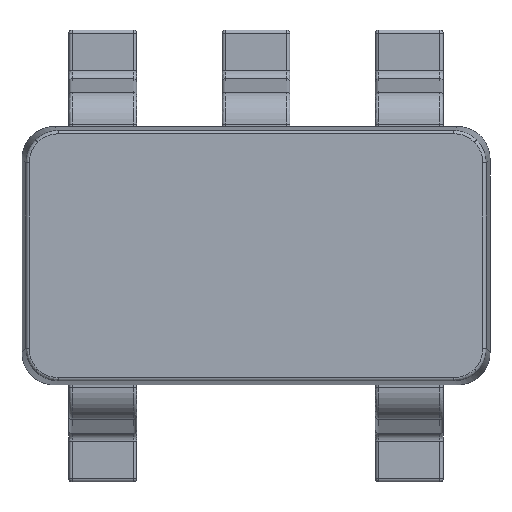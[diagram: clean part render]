
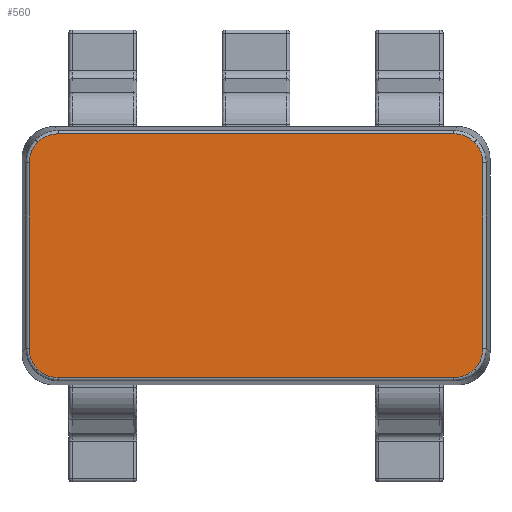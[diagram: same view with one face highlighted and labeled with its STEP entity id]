
A CAD part, top view. The second image highlights one B-rep face of the part: STEP entity #560.
In plain terms, the highlighted planar face has unit normal (0, 0, 1).
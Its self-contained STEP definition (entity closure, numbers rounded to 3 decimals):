
#560=ADVANCED_FACE('NONE',(#1124),#1125,.T.);
#1124=FACE_OUTER_BOUND('',#2600,.T.);
#1125=PLANE('',#2601);
#2600=EDGE_LOOP('',(#4015,#4016,#4017,#4018,#4019,#4020,#4021,#4022,#4023,#4024,#4025,#4026));
#2601=AXIS2_PLACEMENT_3D('',#4027,#4028,#4029);
#4015=ORIENTED_EDGE('',*,*,#4771,.T.);
#4016=ORIENTED_EDGE('',*,*,#4774,.T.);
#4017=ORIENTED_EDGE('',*,*,#4741,.T.);
#4018=ORIENTED_EDGE('',*,*,#4744,.T.);
#4019=ORIENTED_EDGE('',*,*,#4748,.T.);
#4020=ORIENTED_EDGE('',*,*,#4751,.T.);
#4021=ORIENTED_EDGE('',*,*,#4753,.T.);
#4022=ORIENTED_EDGE('',*,*,#4757,.T.);
#4023=ORIENTED_EDGE('',*,*,#4760,.T.);
#4024=ORIENTED_EDGE('',*,*,#4762,.T.);
#4025=ORIENTED_EDGE('',*,*,#4766,.T.);
#4026=ORIENTED_EDGE('',*,*,#4769,.T.);
#4027=CARTESIAN_POINT('',(1.45,-0.8,1.12));
#4028=DIRECTION('',(-0.0,0.0,1.0));
#4029=DIRECTION('',(1.0,-0.0,0.0));
#4741=EDGE_CURVE('NONE',#5540,#5538,#5541,.T.);
#4744=EDGE_CURVE('NONE',#5538,#5544,#5545,.T.);
#4748=EDGE_CURVE('NONE',#5544,#5548,#5550,.T.);
#4751=EDGE_CURVE('NONE',#5548,#5552,#5554,.T.);
#4753=EDGE_CURVE('NONE',#5552,#5556,#5557,.T.);
#4757=EDGE_CURVE('NONE',#5556,#5560,#5562,.T.);
#4760=EDGE_CURVE('NONE',#5560,#5564,#5566,.T.);
#4762=EDGE_CURVE('NONE',#5564,#5568,#5569,.T.);
#4766=EDGE_CURVE('NONE',#5568,#5572,#5574,.T.);
#4769=EDGE_CURVE('NONE',#5572,#5576,#5578,.T.);
#4771=EDGE_CURVE('NONE',#5576,#5580,#5581,.T.);
#4774=EDGE_CURVE('NONE',#5580,#5540,#5584,.T.);
#5538=VERTEX_POINT('NONE',#6812);
#5540=VERTEX_POINT('NONE',#6814);
#5541=LINE('',#6815,#6816);
#5544=VERTEX_POINT('NONE',#6819);
#5545=B_SPLINE_CURVE_WITH_KNOTS('',3,(#6820,#6821,#6822,#6823),.UNSPECIFIED.,.F.,.F.,(4,4),(0.0,1.0),.UNSPECIFIED.);
#5548=VERTEX_POINT('NONE',#6826);
#5550=B_SPLINE_CURVE_WITH_KNOTS('',3,(#6828,#6829,#6830,#6831),.UNSPECIFIED.,.F.,.F.,(4,4),(0.0,1.0),.UNSPECIFIED.);
#5552=VERTEX_POINT('NONE',#6833);
#5554=LINE('',#6835,#6836);
#5556=VERTEX_POINT('NONE',#6838);
#5557=B_SPLINE_CURVE_WITH_KNOTS('',3,(#6839,#6840,#6841,#6842),.UNSPECIFIED.,.F.,.F.,(4,4),(0.0,1.0),.UNSPECIFIED.);
#5560=VERTEX_POINT('NONE',#6845);
#5562=B_SPLINE_CURVE_WITH_KNOTS('',3,(#6847,#6848,#6849,#6850),.UNSPECIFIED.,.F.,.F.,(4,4),(0.0,1.0),.UNSPECIFIED.);
#5564=VERTEX_POINT('NONE',#6852);
#5566=LINE('',#6854,#6855);
#5568=VERTEX_POINT('NONE',#6857);
#5569=B_SPLINE_CURVE_WITH_KNOTS('',3,(#6858,#6859,#6860,#6861),.UNSPECIFIED.,.F.,.F.,(4,4),(0.0,1.0),.UNSPECIFIED.);
#5572=VERTEX_POINT('NONE',#6864);
#5574=B_SPLINE_CURVE_WITH_KNOTS('',3,(#6866,#6867,#6868,#6869),.UNSPECIFIED.,.F.,.F.,(4,4),(0.0,1.0),.UNSPECIFIED.);
#5576=VERTEX_POINT('NONE',#6871);
#5578=LINE('',#6873,#6874);
#5580=VERTEX_POINT('NONE',#6876);
#5581=B_SPLINE_CURVE_WITH_KNOTS('',3,(#6877,#6878,#6879,#6880),.UNSPECIFIED.,.F.,.F.,(4,4),(0.0,1.0),.UNSPECIFIED.);
#5584=B_SPLINE_CURVE_WITH_KNOTS('',3,(#6883,#6884,#6885,#6886),.UNSPECIFIED.,.F.,.F.,(4,4),(0.0,1.0),.UNSPECIFIED.);
#6812=CARTESIAN_POINT('',(-1.226,0.755,1.12));
#6814=CARTESIAN_POINT('',(1.226,0.755,1.12));
#6815=CARTESIAN_POINT('',(1.45,0.755,1.12));
#6816=VECTOR('',#7586,1000.0);
#6819=CARTESIAN_POINT('',(-1.353,0.703,1.12));
#6820=CARTESIAN_POINT('',(-1.226,0.755,1.12));
#6821=CARTESIAN_POINT('',(-1.276,0.755,1.12));
#6822=CARTESIAN_POINT('',(-1.318,0.738,1.12));
#6823=CARTESIAN_POINT('',(-1.353,0.703,1.12));
#6826=CARTESIAN_POINT('',(-1.405,0.576,1.12));
#6828=CARTESIAN_POINT('',(-1.353,0.703,1.12));
#6829=CARTESIAN_POINT('',(-1.388,0.668,1.12));
#6830=CARTESIAN_POINT('',(-1.405,0.626,1.12));
#6831=CARTESIAN_POINT('',(-1.405,0.576,1.12));
#6833=CARTESIAN_POINT('',(-1.405,-0.576,1.12));
#6835=CARTESIAN_POINT('',(-1.405,-0.8,1.12));
#6836=VECTOR('',#7599,1000.0);
#6838=CARTESIAN_POINT('',(-1.353,-0.703,1.12));
#6839=CARTESIAN_POINT('',(-1.405,-0.576,1.12));
#6840=CARTESIAN_POINT('',(-1.405,-0.626,1.12));
#6841=CARTESIAN_POINT('',(-1.388,-0.668,1.12));
#6842=CARTESIAN_POINT('',(-1.353,-0.703,1.12));
#6845=CARTESIAN_POINT('',(-1.226,-0.755,1.12));
#6847=CARTESIAN_POINT('',(-1.353,-0.703,1.12));
#6848=CARTESIAN_POINT('',(-1.318,-0.738,1.12));
#6849=CARTESIAN_POINT('',(-1.276,-0.755,1.12));
#6850=CARTESIAN_POINT('',(-1.226,-0.755,1.12));
#6852=CARTESIAN_POINT('',(1.226,-0.755,1.12));
#6854=CARTESIAN_POINT('',(1.45,-0.755,1.12));
#6855=VECTOR('',#7609,1000.0);
#6857=CARTESIAN_POINT('',(1.353,-0.703,1.12));
#6858=CARTESIAN_POINT('',(1.226,-0.755,1.12));
#6859=CARTESIAN_POINT('',(1.276,-0.755,1.12));
#6860=CARTESIAN_POINT('',(1.318,-0.738,1.12));
#6861=CARTESIAN_POINT('',(1.353,-0.703,1.12));
#6864=CARTESIAN_POINT('',(1.405,-0.576,1.12));
#6866=CARTESIAN_POINT('',(1.353,-0.703,1.12));
#6867=CARTESIAN_POINT('',(1.388,-0.668,1.12));
#6868=CARTESIAN_POINT('',(1.405,-0.626,1.12));
#6869=CARTESIAN_POINT('',(1.405,-0.576,1.12));
#6871=CARTESIAN_POINT('',(1.405,0.576,1.12));
#6873=CARTESIAN_POINT('',(1.405,-0.8,1.12));
#6874=VECTOR('',#7619,1000.0);
#6876=CARTESIAN_POINT('',(1.353,0.703,1.12));
#6877=CARTESIAN_POINT('',(1.405,0.576,1.12));
#6878=CARTESIAN_POINT('',(1.405,0.626,1.12));
#6879=CARTESIAN_POINT('',(1.388,0.668,1.12));
#6880=CARTESIAN_POINT('',(1.353,0.703,1.12));
#6883=CARTESIAN_POINT('',(1.353,0.703,1.12));
#6884=CARTESIAN_POINT('',(1.318,0.738,1.12));
#6885=CARTESIAN_POINT('',(1.276,0.755,1.12));
#6886=CARTESIAN_POINT('',(1.226,0.755,1.12));
#7586=DIRECTION('',(-1.0,-0.0,0.0));
#7599=DIRECTION('',(-0.0,-1.0,-0.0));
#7609=DIRECTION('',(1.0,0.0,-0.0));
#7619=DIRECTION('',(0.0,1.0,0.0));
